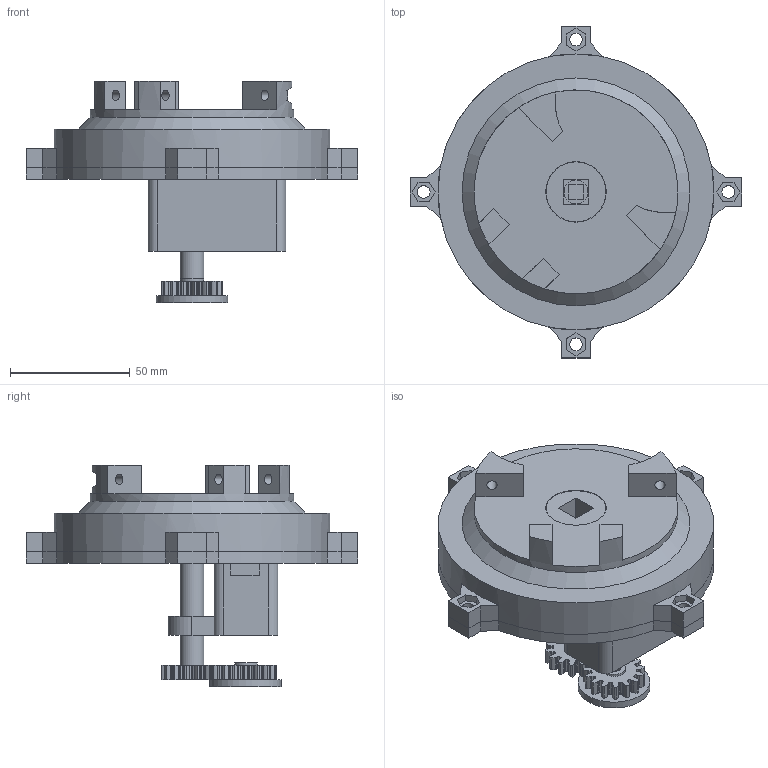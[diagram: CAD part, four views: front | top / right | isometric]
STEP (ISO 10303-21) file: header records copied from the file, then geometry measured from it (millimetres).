
FILE_DESCRIPTION(('FreeCAD Model'),'2;1');
FILE_NAME('Open CASCADE Shape Model','2025-10-11T23:32:07',(''),(''), 'Open CASCADE STEP processor 7.8','FreeCAD','Unknown');
FILE_SCHEMA(('AUTOMOTIVE_DESIGN { 1 0 10303 214 1 1 1 1 }'));
Length unit declared in the file: millimetre
Products named in the file (10): planetary; ring; planet1; planet002; planet003; sun; output; lid; inshaft; servointerface
Assembly tree (9 placements, depth 2):
  planetary
    ring
    planet1
    planet002
    planet003
    sun
    output
    lid
    inshaft
    servointerface
Bounding box: 138.37 x 138.37 x 92.5 mm (x, y, z)
Volume: 262673.9 mm3; surface area: 112072.5 mm2
Topology: 9 solids, 9 shells, 1634 faces, 4763 edges, 3176 vertices
Faces by surface type: cylinder 647, extrusion 602, plane 380, cone 5
Full cylindrical faces by diameter (mm): 2.5 x4, 3.5 x1, 4.3 x4, 5.3 x8, 5.5 x1, 9.5 x1, 9.8 x1, 9.95 x3, 10 x4, 10.1 x3, 15 x1, 20 x3, 25 x4, 25.2 x1, 30 x1, 60 x1, 70 x1, 75 x2, 75.2 x1, 85 x1, 115 x1
Entity records: 57571 total; most frequent: CARTESIAN_POINT 15050, ORIENTED_EDGE 9526, DIRECTION 7575, EDGE_CURVE 4763, VERTEX_POINT 3176, VECTOR 2797, AXIS2_PLACEMENT_3D 2389, LINE 2195
